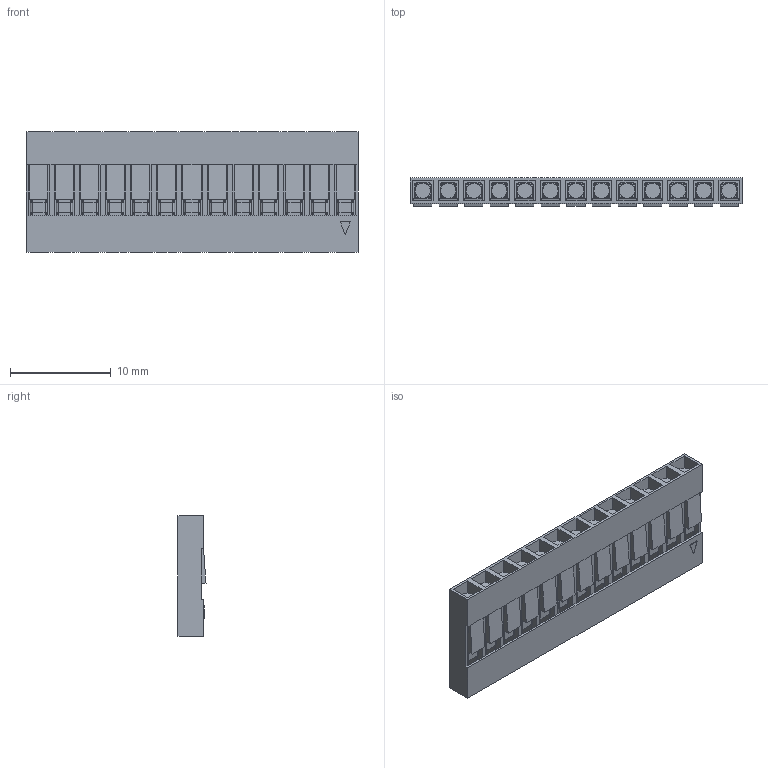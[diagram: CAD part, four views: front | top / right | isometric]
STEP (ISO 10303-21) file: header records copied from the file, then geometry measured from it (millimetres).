
FILE_DESCRIPTION (( 'STEP AP214' ), '1' );
FILE_NAME ('DS1071-1x13.STEP', '2019-05-31T22:21:16', ( 'VR' ), ( '' ), 'SwSTEP 2.0', 'SolidWorks 2016', '' );
FILE_SCHEMA (( 'AUTOMOTIVE_DESIGN' ));
Length unit declared in the file: millimetre
Products named in the file (1): DS1071-1x13
Bounding box: 33.02 x 2.79 x 12 mm (x, y, z)
Volume: 479 mm3; surface area: 3390.2 mm2
Topology: 14 solids, 14 shells, 872 faces, 2659 edges, 1686 vertices
Faces by surface type: plane 638, cylinder 234
Entity records: 39520 total; most frequent: ORIENTED_EDGE 5318, CARTESIAN_POINT 5218, DIRECTION 5003, EDGE_CURVE 2659, LINE 2061, VECTOR 2061, VERTEX_POINT 1686, AXIS2_PLACEMENT_3D 1471
